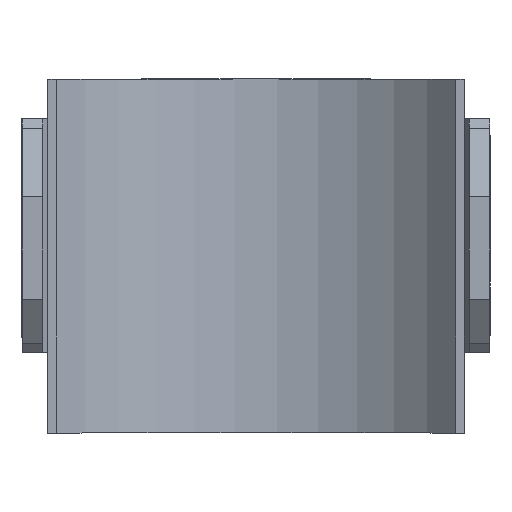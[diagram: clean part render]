
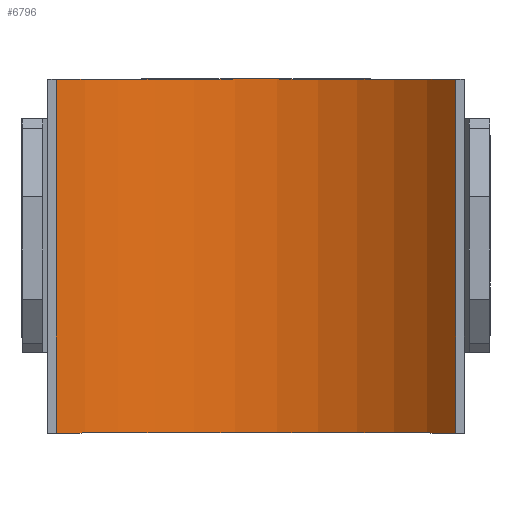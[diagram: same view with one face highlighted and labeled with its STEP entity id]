
A CAD part, front view. The second image highlights one B-rep face of the part: STEP entity #6796.
In plain terms, the highlighted cylindrical face has radius 25 mm (diameter 50 mm), a partial arc.
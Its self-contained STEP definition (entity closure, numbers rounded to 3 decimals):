
#183 = FACE_OUTER_BOUND ( 'NONE', #6902, .T. ) ;
#214 = ORIENTED_EDGE ( 'NONE', *, *, #2108, .T. ) ;
#943 = CARTESIAN_POINT ( 'NONE',  ( 0., -25., 17. ) ) ;
#1120 = CARTESIAN_POINT ( 'NONE',  ( -19.209, -9., 17. ) ) ;
#1161 = ORIENTED_EDGE ( 'NONE', *, *, #10398, .T. ) ;
#1360 = VERTEX_POINT ( 'NONE', #6799 ) ;
#1642 = CYLINDRICAL_SURFACE ( 'NONE', #6735, 25. ) ;
#2108 = EDGE_CURVE ( 'NONE', #1360, #4168, #8170, .T. ) ;
#2275 = DIRECTION ( 'NONE',  ( 0., 0., -1. ) ) ;
#2291 = CARTESIAN_POINT ( 'NONE',  ( 19.209, -9., 17. ) ) ;
#2709 = DIRECTION ( 'NONE',  ( 1., 0., 0. ) ) ;
#3428 = DIRECTION ( 'NONE',  ( 0., 0., -1. ) ) ;
#3938 = CARTESIAN_POINT ( 'NONE',  ( 19.209, -9., -17. ) ) ;
#4168 = VERTEX_POINT ( 'NONE', #3938 ) ;
#4296 = VERTEX_POINT ( 'NONE', #6406 ) ;
#4306 = ORIENTED_EDGE ( 'NONE', *, *, #9040, .F. ) ;
#5025 = DIRECTION ( 'NONE',  ( 1., 0., 0. ) ) ;
#5496 = LINE ( 'NONE', #2291, #9913 ) ;
#5645 = CARTESIAN_POINT ( 'NONE',  ( -19.209, -9., 17. ) ) ;
#6406 = CARTESIAN_POINT ( 'NONE',  ( 19.209, -9., 17. ) ) ;
#6434 = ORIENTED_EDGE ( 'NONE', *, *, #10191, .F. ) ;
#6614 = VERTEX_POINT ( 'NONE', #1120 ) ;
#6713 = DIRECTION ( 'NONE',  ( -1., 0., 0. ) ) ;
#6735 = AXIS2_PLACEMENT_3D ( 'NONE', #943, #3428, #6713 ) ;
#6789 = DIRECTION ( 'NONE',  ( 0., 0., -1. ) ) ;
#6796 = ADVANCED_FACE ( 'NONE', ( #183 ), #1642, .F. ) ;
#6799 = CARTESIAN_POINT ( 'NONE',  ( -19.209, -9., -17. ) ) ;
#6902 = EDGE_LOOP ( 'NONE', ( #214, #6434, #4306, #1161 ) ) ;
#7170 = VECTOR ( 'NONE', #2275, 1000. ) ;
#7526 = CARTESIAN_POINT ( 'NONE',  ( 0., -25., 17. ) ) ;
#7742 = CARTESIAN_POINT ( 'NONE',  ( 0., -25., -17. ) ) ;
#8170 = CIRCLE ( 'NONE', #9033, 25. ) ;
#8389 = DIRECTION ( 'NONE',  ( 0., 0., -1. ) ) ;
#8692 = LINE ( 'NONE', #5645, #7170 ) ;
#8755 = DIRECTION ( 'NONE',  ( 0., 0., -1. ) ) ;
#8965 = CIRCLE ( 'NONE', #9822, 25. ) ;
#9033 = AXIS2_PLACEMENT_3D ( 'NONE', #7742, #6789, #2709 ) ;
#9040 = EDGE_CURVE ( 'NONE', #6614, #4296, #8965, .T. ) ;
#9822 = AXIS2_PLACEMENT_3D ( 'NONE', #7526, #8389, #5025 ) ;
#9913 = VECTOR ( 'NONE', #8755, 1000. ) ;
#10191 = EDGE_CURVE ( 'NONE', #4296, #4168, #5496, .T. ) ;
#10398 = EDGE_CURVE ( 'NONE', #6614, #1360, #8692, .T. ) ;
